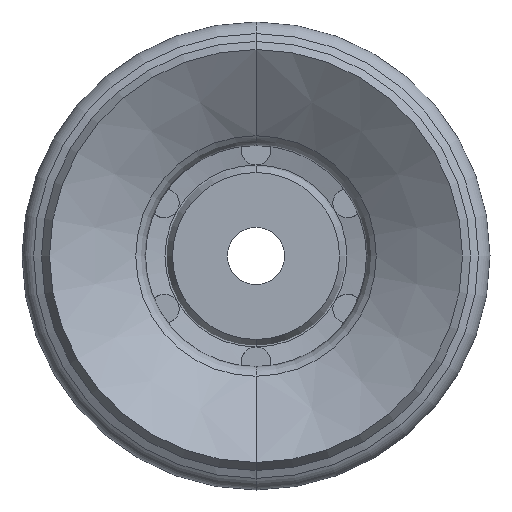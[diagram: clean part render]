
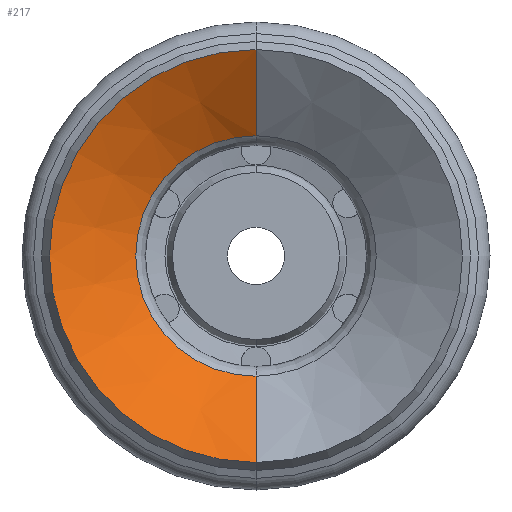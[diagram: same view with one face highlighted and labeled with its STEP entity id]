
A CAD part, front view. The second image highlights one B-rep face of the part: STEP entity #217.
In plain terms, the highlighted conical face has half-angle 56.427 degrees and reference radius 9.251 mm.
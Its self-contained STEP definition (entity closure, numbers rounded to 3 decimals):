
#217=ADVANCED_FACE('',(#537),#538,.F.);
#537=FACE_OUTER_BOUND('',#975,.T.);
#538=CONICAL_SURFACE('',#976,9.251,0.985);
#975=EDGE_LOOP('',(#5040,#5041,#5042,#5043));
#976=AXIS2_PLACEMENT_3D('',#5044,#5045,#5046);
#5040=ORIENTED_EDGE('',*,*,#5986,.T.);
#5041=ORIENTED_EDGE('',*,*,#6072,.T.);
#5042=ORIENTED_EDGE('',*,*,#6073,.F.);
#5043=ORIENTED_EDGE('',*,*,#6074,.F.);
#5044=CARTESIAN_POINT('',(0.0,-23.1,0.0));
#5045=DIRECTION('',(0.0,-1.0,-0.0));
#5046=DIRECTION('',(0.0,0.0,-1.0));
#5986=EDGE_CURVE('',#6459,#6463,#6465,.T.);
#6072=EDGE_CURVE('',#6463,#6598,#6604,.T.);
#6073=EDGE_CURVE('',#6599,#6598,#6605,.T.);
#6074=EDGE_CURVE('',#6459,#6599,#6606,.T.);
#6459=VERTEX_POINT('',#7120);
#6463=VERTEX_POINT('',#7124);
#6465=CIRCLE('',#7126,9.251);
#6598=VERTEX_POINT('',#7770);
#6599=VERTEX_POINT('',#7771);
#6604=LINE('',#7778,#7779);
#6605=CIRCLE('',#7780,15.881);
#6606=LINE('',#7781,#7782);
#7120=CARTESIAN_POINT('',(0.,-23.1,-9.251));
#7124=CARTESIAN_POINT('',(0.0,-23.1,9.251));
#7126=AXIS2_PLACEMENT_3D('',#9585,#9586,#9587);
#7770=CARTESIAN_POINT('',(0.,-27.5,15.881));
#7771=CARTESIAN_POINT('',(0.0,-27.5,-15.881));
#7778=CARTESIAN_POINT('',(0.,-23.1,9.251));
#7779=VECTOR('',#9683,1000.0);
#7780=AXIS2_PLACEMENT_3D('',#9684,#9685,#9686);
#7781=CARTESIAN_POINT('',(0.0,-23.1,-9.251));
#7782=VECTOR('',#9687,1000.0);
#9585=CARTESIAN_POINT('',(0.0,-23.1,0.0));
#9586=DIRECTION('',(0.0,1.0,0.0));
#9587=DIRECTION('',(0.0,0.0,1.0));
#9683=DIRECTION('',(0.,-0.553,0.833));
#9684=CARTESIAN_POINT('',(0.0,-27.5,0.0));
#9685=DIRECTION('',(0.0,1.0,0.0));
#9686=DIRECTION('',(0.0,0.0,1.0));
#9687=DIRECTION('',(0.0,-0.553,-0.833));
